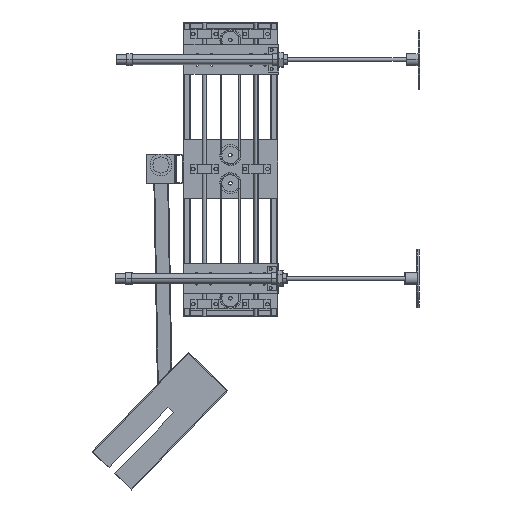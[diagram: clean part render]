
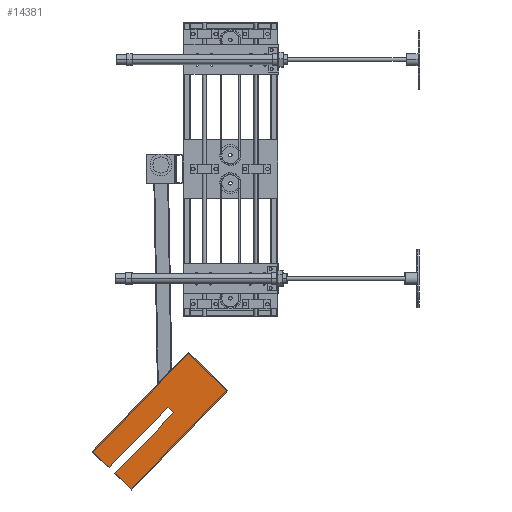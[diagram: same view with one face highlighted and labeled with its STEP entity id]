
A CAD part, left-side view. The second image highlights one B-rep face of the part: STEP entity #14381.
In plain terms, the highlighted planar face has unit normal (-1, 0, 0).
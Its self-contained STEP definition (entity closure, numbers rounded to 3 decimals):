
#29 = LINE ( 'NONE', #5187, #10786 ) ;
#177 = CARTESIAN_POINT ( 'NONE',  ( 0., 91.139, 38. ) ) ;
#624 = VECTOR ( 'NONE', #6817, 1000. ) ;
#986 = EDGE_CURVE ( 'NONE', #8891, #8627, #5507, .T. ) ;
#1169 = CARTESIAN_POINT ( 'NONE',  ( 0., 235., 90. ) ) ;
#1239 = LINE ( 'NONE', #11818, #1644 ) ;
#1644 = VECTOR ( 'NONE', #9363, 1000. ) ;
#2194 = LINE ( 'NONE', #5645, #624 ) ;
#3382 = VERTEX_POINT ( 'NONE', #5284 ) ;
#3438 = DIRECTION ( 'NONE',  ( 0., 0., -1. ) ) ;
#3496 = EDGE_CURVE ( 'NONE', #8891, #6966, #1239, .T. ) ;
#3547 = EDGE_CURVE ( 'NONE', #9993, #15580, #11201, .T. ) ;
#3683 = VECTOR ( 'NONE', #11058, 1000. ) ;
#4040 = DIRECTION ( 'NONE',  ( 0., 0., -1. ) ) ;
#4056 = CARTESIAN_POINT ( 'NONE',  ( 0., 0., 90. ) ) ;
#4185 = VECTOR ( 'NONE', #3438, 1000. ) ;
#4266 = CARTESIAN_POINT ( 'NONE',  ( 0., 0., 38. ) ) ;
#4335 = VECTOR ( 'NONE', #9921, 1000. ) ;
#5187 = CARTESIAN_POINT ( 'NONE',  ( 0., 235., 90. ) ) ;
#5194 = EDGE_CURVE ( 'NONE', #3382, #9993, #29, .T. ) ;
#5284 = CARTESIAN_POINT ( 'NONE',  ( 0., 235., 38. ) ) ;
#5335 = VERTEX_POINT ( 'NONE', #177 ) ;
#5418 = DIRECTION ( 'NONE',  ( 1., 0., 0. ) ) ;
#5507 = LINE ( 'NONE', #1169, #4335 ) ;
#5645 = CARTESIAN_POINT ( 'NONE',  ( 0., 0., 52. ) ) ;
#5894 = LINE ( 'NONE', #4266, #6696 ) ;
#6239 = CARTESIAN_POINT ( 'NONE',  ( 0., 0., 90. ) ) ;
#6317 = ORIENTED_EDGE ( 'NONE', *, *, #3547, .T. ) ;
#6487 = EDGE_CURVE ( 'NONE', #5335, #3382, #5894, .T. ) ;
#6696 = VECTOR ( 'NONE', #15476, 1000. ) ;
#6817 = DIRECTION ( 'NONE',  ( 0., -1., 0. ) ) ;
#6884 = CARTESIAN_POINT ( 'NONE',  ( 0., 235., -2. ) ) ;
#6966 = VERTEX_POINT ( 'NONE', #13633 ) ;
#8627 = VERTEX_POINT ( 'NONE', #9816 ) ;
#8650 = EDGE_LOOP ( 'NONE', ( #13505, #12354, #12368, #6317, #12532, #14142, #10778, #9272 ) ) ;
#8869 = EDGE_CURVE ( 'NONE', #6966, #15580, #14793, .T. ) ;
#8891 = VERTEX_POINT ( 'NONE', #12629 ) ;
#9227 = FACE_OUTER_BOUND ( 'NONE', #8650, .T. ) ;
#9272 = ORIENTED_EDGE ( 'NONE', *, *, #13416, .T. ) ;
#9363 = DIRECTION ( 'NONE',  ( 0., -1., 0. ) ) ;
#9465 = VECTOR ( 'NONE', #14256, 1000. ) ;
#9816 = CARTESIAN_POINT ( 'NONE',  ( 0., 235., 52. ) ) ;
#9921 = DIRECTION ( 'NONE',  ( 0., 0., -1. ) ) ;
#9993 = VERTEX_POINT ( 'NONE', #15226 ) ;
#10778 = ORIENTED_EDGE ( 'NONE', *, *, #986, .T. ) ;
#10786 = VECTOR ( 'NONE', #4040, 1000. ) ;
#10821 = VERTEX_POINT ( 'NONE', #15223 ) ;
#11058 = DIRECTION ( 'NONE',  ( 0., 0., -1. ) ) ;
#11201 = LINE ( 'NONE', #6884, #9465 ) ;
#11818 = CARTESIAN_POINT ( 'NONE',  ( 0., 235., 92. ) ) ;
#12354 = ORIENTED_EDGE ( 'NONE', *, *, #6487, .T. ) ;
#12368 = ORIENTED_EDGE ( 'NONE', *, *, #5194, .T. ) ;
#12532 = ORIENTED_EDGE ( 'NONE', *, *, #8869, .F. ) ;
#12629 = CARTESIAN_POINT ( 'NONE',  ( 0., 235., 92. ) ) ;
#13416 = EDGE_CURVE ( 'NONE', #8627, #10821, #2194, .T. ) ;
#13505 = ORIENTED_EDGE ( 'NONE', *, *, #13679, .T. ) ;
#13633 = CARTESIAN_POINT ( 'NONE',  ( 0., 0., 92. ) ) ;
#13679 = EDGE_CURVE ( 'NONE', #10821, #5335, #14495, .T. ) ;
#14142 = ORIENTED_EDGE ( 'NONE', *, *, #3496, .F. ) ;
#14177 = DIRECTION ( 'NONE',  ( 0., 0., -1. ) ) ;
#14256 = DIRECTION ( 'NONE',  ( 0., -1., 0. ) ) ;
#14381 = ADVANCED_FACE ( 'NONE', ( #9227 ), #15196, .F. ) ;
#14495 = LINE ( 'NONE', #14760, #4185 ) ;
#14679 = CARTESIAN_POINT ( 'NONE',  ( 0., 0., -2. ) ) ;
#14760 = CARTESIAN_POINT ( 'NONE',  ( 0., 91.139, 90. ) ) ;
#14793 = LINE ( 'NONE', #6239, #3683 ) ;
#15196 = PLANE ( 'NONE',  #15969 ) ;
#15223 = CARTESIAN_POINT ( 'NONE',  ( 0., 91.139, 52. ) ) ;
#15226 = CARTESIAN_POINT ( 'NONE',  ( 0., 235., -2. ) ) ;
#15476 = DIRECTION ( 'NONE',  ( 0., 1., 0. ) ) ;
#15580 = VERTEX_POINT ( 'NONE', #14679 ) ;
#15969 = AXIS2_PLACEMENT_3D ( 'NONE', #4056, #5418, #14177 ) ;
